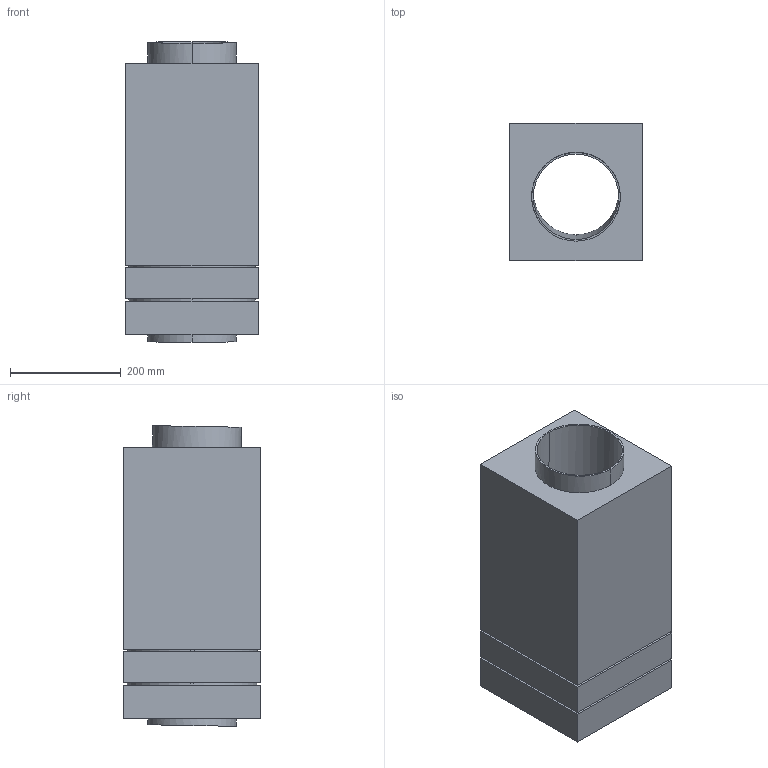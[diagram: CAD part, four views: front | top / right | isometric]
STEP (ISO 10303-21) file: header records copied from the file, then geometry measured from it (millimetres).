
FILE_DESCRIPTION (( 'STEP AP214' ), '1' );
FILE_NAME ('PP 45 RS 3D-Planungsdaten - 07.11.23.STEP', '2023-11-07T11:17:10', ( '' ), ( '' ), 'SwSTEP 2.0', 'SolidWorks 2021', '' );
FILE_SCHEMA (( 'AUTOMOTIVE_DESIGN' ));
Length unit declared in the file: millimetre
Products named in the file (1): PP 45 RS 3D-Planungsdaten - 07.11.23
Bounding box: 240 x 248 x 542.71 mm (x, y, z)
Volume: 19971977.2 mm3; surface area: 913833.3 mm2
Topology: 1 solids, 1 shells, 35 faces, 81 edges, 54 vertices
Faces by surface type: plane 24, cylinder 11
Entity records: 1119 total; most frequent: CARTESIAN_POINT 183, DIRECTION 167, ORIENTED_EDGE 162, EDGE_CURVE 81, LINE 59, VECTOR 59, VERTEX_POINT 54, AXIS2_PLACEMENT_3D 54
